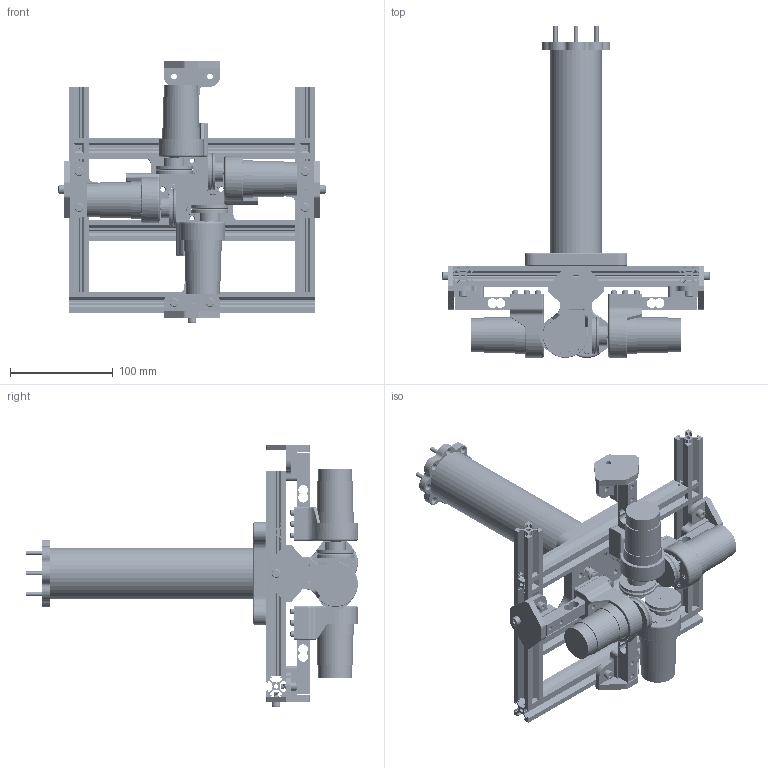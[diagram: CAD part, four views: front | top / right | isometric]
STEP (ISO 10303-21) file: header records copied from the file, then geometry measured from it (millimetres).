
FILE_DESCRIPTION(/* description */ (''),/* implementation_level */ '2;1');
FILE_NAME(/* name */ 'Soft Robot V1.step',/* time_stamp */ '2024-07-17T20:55:14+02:00',/* author */ (''),/* organization */ (''),/* preprocessor_version */ 'ST-DEVELOPER v20',/* originating_system */ 'Autodesk Translation Framework v13.14.0.145',/* authorisation */ '');
FILE_SCHEMA (('AUTOMOTIVE_DESIGN { 1 0 10303 214 3 1 1 }'));
Length unit declared in the file: millimetre
Products named in the file (38): Soft Robot V1 (1); Soft Robot V1; Continuum Sillicone Cylinder; Universal Plate Assembly; Universal Plate Assembly_1; Universal Plate; Cone Head Anchor; Button Head Anchor; M5 Nut; PTFE Tubing; Frame V1; Aluminium Extrusion 20x20 (3) (1); Aluminium Extrusion 20x20 (2); PC4-M10 Coupling; Robot Mount V2; Full Motor Assembly V1.1; Motor Assembly V1; Aluminium Extrusion 20x20 (3); PC4-M10 Coupling_1; PC4-M10 Coupling_2; PC4-M10 Coupling_3; Component1; Component2; Component3; Full Motor Assembly V1.1_1; Motor Assembly V1_1; Full Motor Assembly V1.1_2; Motor Assembly V1_2; Full Motor Assembly V1.1_3; Load Cell Mount V1; Motor Assembly V1_3; Pulley V1; Motor Mount; Additional Motor Brace; Load Cell; Pololu 1442 Geared DC Motor; M3x6mm; M5x10mm
Assembly tree (164 placements, depth 4):
  Soft Robot V1 (1)
    Soft Robot V1
      Continuum Sillicone Cylinder
      Universal Plate Assembly
        Universal Plate
        Cone Head Anchor  x4
        Button Head Anchor  x5
        M5 Nut  x4
        PTFE Tubing  x4
      Universal Plate Assembly_1
        Universal Plate
        Cone Head Anchor  x4
        Button Head Anchor  x5
        M5 Nut  x4
        PTFE Tubing  x4
    Frame V1
      Aluminium Extrusion 20x20 (2)  x2
      Aluminium Extrusion 20x20 (3) (1)
      Aluminium Extrusion 20x20 (3)
    PC4-M10 Coupling
      Component1
      Component2
      Component3
    Robot Mount V2
    Full Motor Assembly V1.1
      Load Cell Mount V1
      Motor Assembly V1
        Pulley V1
        M3x6mm  x12
        Motor Mount
        Additional Motor Brace
        Load Cell
        Pololu 1442 Geared DC Motor
      Aluminium Extrusion 20x20 (3)
      M5x10mm  x5
    M5x10mm  x4
    PC4-M10 Coupling_1
      Component1
      Component2
      Component3
    PC4-M10 Coupling_2
      Component1
      Component2
      Component3
    PC4-M10 Coupling_3
      Component1
      Component2
      Component3
    Full Motor Assembly V1.1_1
      Load Cell Mount V1
      Motor Assembly V1_1
        Pulley V1
        M3x6mm  x12
        Motor Mount
        Additional Motor Brace
        Load Cell
        Pololu 1442 Geared DC Motor
      M5x10mm  x2
    Full Motor Assembly V1.1_2
      Load Cell Mount V1
Bounding box: 260 x 323.09 x 255 mm (x, y, z)
Volume: 1220350.2 mm3; surface area: 469473 mm2
Topology: 140 solids, 140 shells, 5846 faces, 15357 edges, 10098 vertices
Faces by surface type: cylinder 3300, plane 1733, cone 376, torus 227, bspline 210
Full cylindrical faces by diameter (mm): 2 x8, 2.356 x144, 2.5 x24, 2.927 x336, 3 x32, 3.332 x8, 3.5 x56, 3.99 x193, 4 x16, 4.2 x23, 4.234 x8, 4.5 x20, 4.8 x14, 4.9 x16, 4.901 x382, 5.5 x80, 6 x28, 6.3 x4, 6.4 x4, 7 x6, 8.5 x21, 8.917 x16, 9.5 x12, 9.947 x4, 10 x16, 11.5 x10, 12 x4, 12.6 x4, 20 x4, 33 x4
Entity records: 41457 total; most frequent: CARTESIAN_POINT 15605, DIRECTION 5219, ORIENTED_EDGE 5030, EDGE_CURVE 2515, AXIS2_PLACEMENT_3D 1973, VERTEX_POINT 1615, LINE 1273, VECTOR 1273
